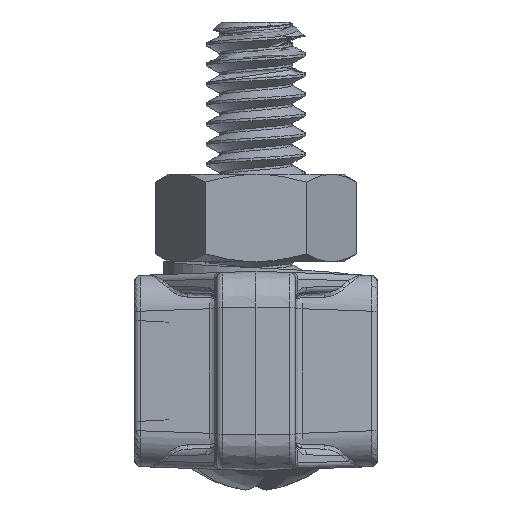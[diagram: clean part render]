
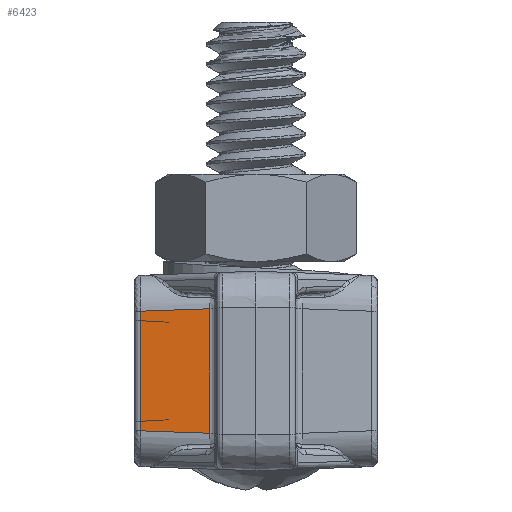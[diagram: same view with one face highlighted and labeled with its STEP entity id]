
A CAD part, left-side view. The second image highlights one B-rep face of the part: STEP entity #6423.
In plain terms, the highlighted face is planar.
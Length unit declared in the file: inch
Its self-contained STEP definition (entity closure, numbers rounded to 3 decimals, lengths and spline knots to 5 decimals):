
#317 = EDGE_LOOP ( 'NONE', ( #19885, #7361, #11324, #5928 ) ) ;
#588 = LINE ( 'NONE', #6985, #1094 ) ;
#598 = CARTESIAN_POINT ( 'NONE',  ( 0., 0., 0. ) ) ;
#1094 = VECTOR ( 'NONE', #8609, 39.37008 ) ;
#1587 = VERTEX_POINT ( 'NONE', #12648 ) ;
#2246 = DIRECTION ( 'NONE',  ( -0.035, 0., -0.999 ) ) ;
#3193 = LINE ( 'NONE', #20699, #12909 ) ;
#4563 = CARTESIAN_POINT ( 'NONE',  ( -0.01011, 0.14994, -0.28956 ) ) ;
#5857 = VECTOR ( 'NONE', #14075, 39.37008 ) ;
#5928 = ORIENTED_EDGE ( 'NONE', *, *, #8454, .T. ) ;
#6423 = ADVANCED_FACE ( 'NONE', ( #18229 ), #18417, .T. ) ;
#6450 = CARTESIAN_POINT ( 'NONE',  ( -0.00403, -0.15602, -0.11544 ) ) ;
#6700 = VERTEX_POINT ( 'NONE', #14139 ) ;
#6985 = CARTESIAN_POINT ( 'NONE',  ( -0.00019, -0.15986, -0.00558 ) ) ;
#7005 = AXIS2_PLACEMENT_3D ( 'NONE', #598, #12026, #2246 ) ;
#7361 = ORIENTED_EDGE ( 'NONE', *, *, #19138, .T. ) ;
#7566 = VERTEX_POINT ( 'NONE', #6450 ) ;
#7721 = EDGE_CURVE ( 'NONE', #7566, #6700, #588, .T. ) ;
#7752 = CARTESIAN_POINT ( 'NONE',  ( -0.00403, 0., -0.11544 ) ) ;
#8454 = EDGE_CURVE ( 'NONE', #1587, #7566, #14258, .T. ) ;
#8575 = CARTESIAN_POINT ( 'NONE',  ( -0.00019, 0.15986, -0.00558 ) ) ;
#8609 = DIRECTION ( 'NONE',  ( -0.035, 0.035, -0.999 ) ) ;
#10572 = LINE ( 'NONE', #8575, #12124 ) ;
#10740 = DIRECTION ( 'NONE',  ( 0., 1., 0. ) ) ;
#11324 = ORIENTED_EDGE ( 'NONE', *, *, #19468, .T. ) ;
#11698 = VERTEX_POINT ( 'NONE', #4563 ) ;
#12026 = DIRECTION ( 'NONE',  ( 0.999, 0., -0.035 ) ) ;
#12124 = VECTOR ( 'NONE', #18534, 39.37008 ) ;
#12648 = CARTESIAN_POINT ( 'NONE',  ( -0.00403, 0.15602, -0.11544 ) ) ;
#12909 = VECTOR ( 'NONE', #10740, 39.37008 ) ;
#14075 = DIRECTION ( 'NONE',  ( 0., -1., 0. ) ) ;
#14139 = CARTESIAN_POINT ( 'NONE',  ( -0.01011, -0.14994, -0.28956 ) ) ;
#14258 = LINE ( 'NONE', #7752, #5857 ) ;
#18229 = FACE_OUTER_BOUND ( 'NONE', #317, .T. ) ;
#18417 = PLANE ( 'NONE',  #7005 ) ;
#18534 = DIRECTION ( 'NONE',  ( 0.035, 0.035, 0.999 ) ) ;
#19138 = EDGE_CURVE ( 'NONE', #6700, #11698, #3193, .T. ) ;
#19468 = EDGE_CURVE ( 'NONE', #11698, #1587, #10572, .T. ) ;
#19885 = ORIENTED_EDGE ( 'NONE', *, *, #7721, .T. ) ;
#20699 = CARTESIAN_POINT ( 'NONE',  ( -0.01011, 0.1494, -0.28956 ) ) ;
